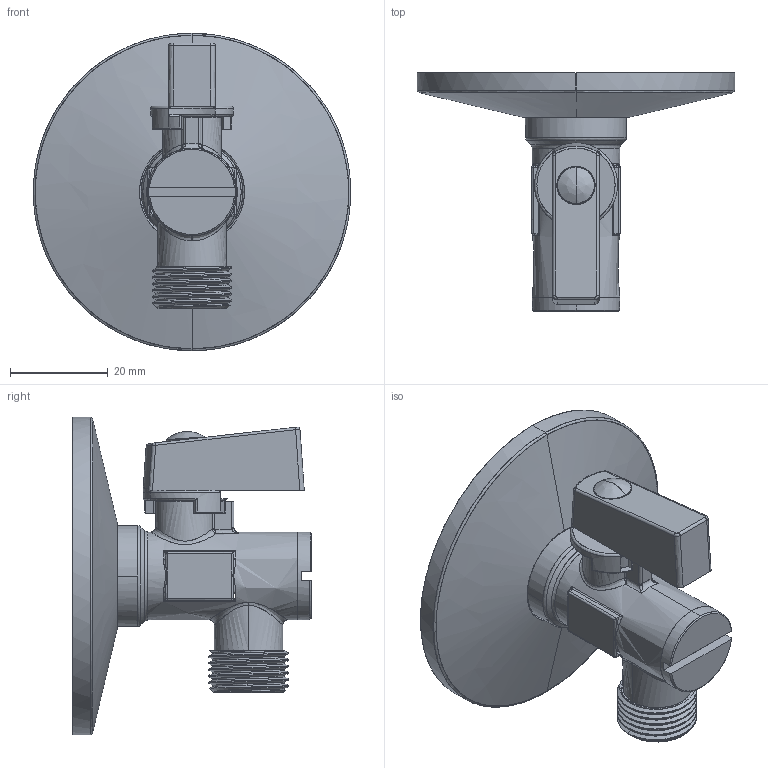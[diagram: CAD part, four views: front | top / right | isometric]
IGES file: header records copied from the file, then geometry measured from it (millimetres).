
Start section:  PTC IGES file: a40791_.igs  PTC IGES file: a40695_sw0001.igs  PTC IGES file: a41949.igs  PTC IGES file: a41428_sw0002.igs  PTC IGES file: M-Line.igs  PTC IGES file: a40791_.igs  PTC IGES file: a40695_sw0001.igs  PTC IGES file: a41949.igs  PTC IGES file: a41428_sw0002.igs  PTC IGES file: M-Line.igs  PTC IGES file: a41403_sw0001.igs  PTC IGES file: a45203_sw0001.igs  PTC IGES file: a45204_sw0001.ig
Global section: file name: 31H; native system: Rhinoceros ( May 19 2006 ); preprocessor: Trout Lake IGES 012 May 19 2006; date: 121003.083827; units: millimetre
Bounding box: 64.98 x 48.85 x 65 mm (x, y, z)
Surface area: 18377.7 mm2 (no closed solid volume)
Topology: 0 solids, 0 shells, 227 faces, 4246 edges, 4735 vertices
Faces by surface type: bspline 227
